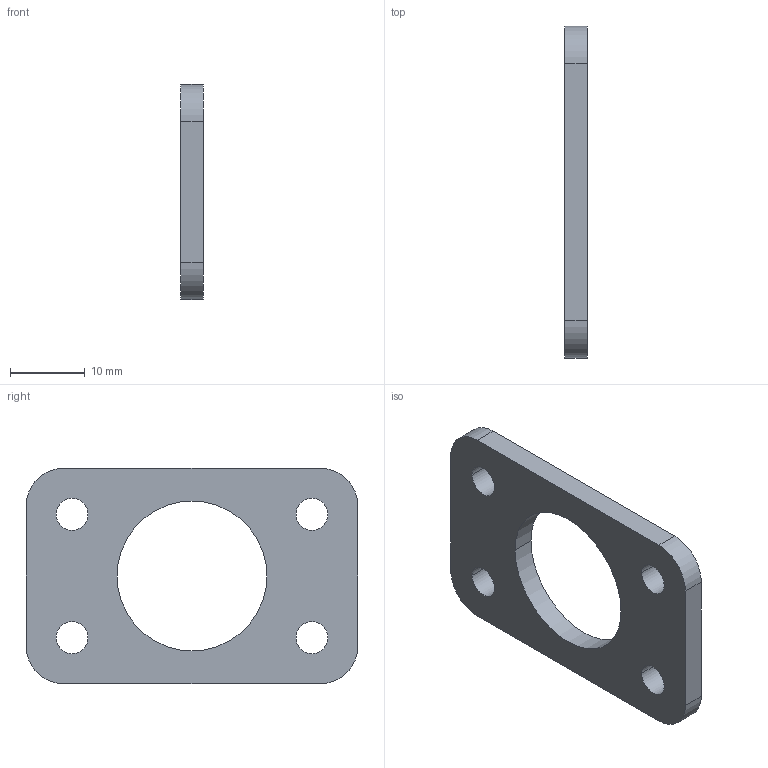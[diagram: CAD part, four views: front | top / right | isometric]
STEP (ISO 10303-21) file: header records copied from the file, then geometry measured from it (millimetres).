
FILE_DESCRIPTION(('CATIA V5 STEP Exchange'),'2;1');
FILE_NAME('Renfort_charniere_gouv_stab_h_alu.stp','2020-05-13T11:57:40+00:00',('none'),('none'),'CATIA Version 5 Release 21 GA (IN-10)','CATIA V5 STEP AP203','none');
FILE_SCHEMA(('CONFIG_CONTROL_DESIGN'));
Length unit declared in the file: millimetre
Products named in the file (1): Renfort_charniere_gouv_stab_h_alu
Bounding box: 3 x 44.25 x 28.7 mm (x, y, z)
Volume: 2633.2 mm3; surface area: 2516.1 mm2
Topology: 1 solids, 1 shells, 20 faces, 54 edges, 36 vertices
Faces by surface type: cylinder 14, plane 6
Entity records: 655 total; most frequent: ORIENTED_EDGE 108, CARTESIAN_POINT 106, DIRECTION 84, EDGE_CURVE 54, AXIS2_PLACEMENT_3D 44, VERTEX_POINT 36, EDGE_LOOP 30, CIRCLE 28
